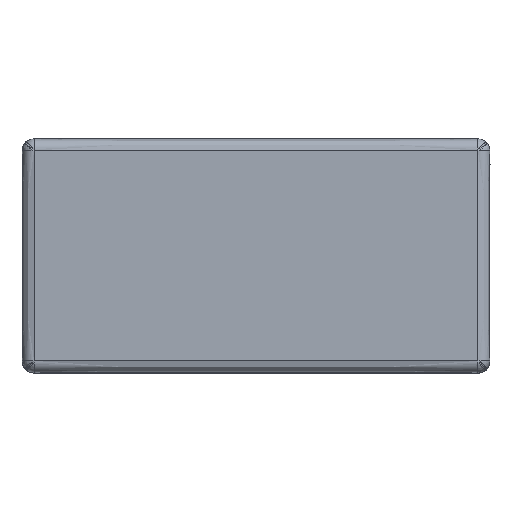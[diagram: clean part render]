
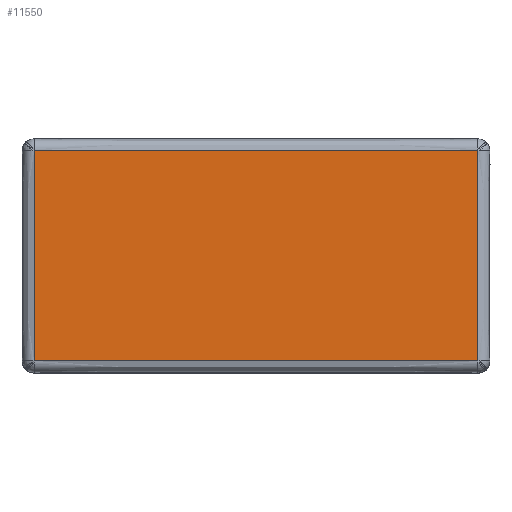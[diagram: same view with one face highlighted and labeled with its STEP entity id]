
A CAD part, top view. The second image highlights one B-rep face of the part: STEP entity #11550.
In plain terms, the highlighted free-form (B-spline) face has degree [1, 1] with [2, 2] control points.
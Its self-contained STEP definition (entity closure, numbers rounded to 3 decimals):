
#2274=FACE_OUTER_BOUND('',#3446,.T.);
#3446=EDGE_LOOP('',(#8962,#8963,#8964,#8965));
#4643=B_SPLINE_CURVE_WITH_KNOTS('',1,(#256485,#256486),.UNSPECIFIED.,.F.,
 .F.,(2,2),(-0.974,0.),.UNSPECIFIED.);
#4644=B_SPLINE_CURVE_WITH_KNOTS('',1,(#256488,#256489),.UNSPECIFIED.,.F.,
 .F.,(2,2),(-0.947,0.),.UNSPECIFIED.);
#4645=B_SPLINE_CURVE_WITH_KNOTS('',1,(#256491,#256492),.UNSPECIFIED.,.F.,
 .F.,(2,2),(-0.974,0.),.UNSPECIFIED.);
#4646=B_SPLINE_CURVE_WITH_KNOTS('',1,(#256493,#256494),.UNSPECIFIED.,.F.,
 .F.,(2,2),(-0.947,0.),.UNSPECIFIED.);
#6082=VERTEX_POINT('',#256483);
#6083=VERTEX_POINT('',#256484);
#6084=VERTEX_POINT('',#256487);
#6085=VERTEX_POINT('',#256490);
#7521=EDGE_CURVE('',#6082,#6083,#4643,.T.);
#7522=EDGE_CURVE('',#6083,#6084,#4644,.T.);
#7523=EDGE_CURVE('',#6085,#6084,#4645,.T.);
#7524=EDGE_CURVE('',#6082,#6085,#4646,.T.);
#8962=ORIENTED_EDGE('',*,*,#7521,.T.);
#8963=ORIENTED_EDGE('',*,*,#7522,.T.);
#8964=ORIENTED_EDGE('',*,*,#7523,.F.);
#8965=ORIENTED_EDGE('',*,*,#7524,.F.);
#10378=B_SPLINE_SURFACE_WITH_KNOTS('',1,1,((#256479,#256480),(#256481,#256482)),
 .UNSPECIFIED.,.F.,.F.,.F.,(2,2),(2,2),(-0.974,0.),(-0.947,
0.),.UNSPECIFIED.);
#11550=ADVANCED_FACE('',(#2274),#10378,.T.);
#256479=CARTESIAN_POINT('Ctrl Pts',(3500.353,357.792,400.009));
#256480=CARTESIAN_POINT('Ctrl Pts',(3500.353,555.297,400.009));
#256481=CARTESIAN_POINT('Ctrl Pts',(3917.364,357.792,400.009));
#256482=CARTESIAN_POINT('Ctrl Pts',(3917.364,555.297,400.009));
#256483=CARTESIAN_POINT('',(3500.353,357.792,400.009));
#256484=CARTESIAN_POINT('',(3917.364,357.792,400.009));
#256485=CARTESIAN_POINT('Ctrl Pts',(3500.353,357.792,400.009));
#256486=CARTESIAN_POINT('Ctrl Pts',(3917.364,357.792,400.009));
#256487=CARTESIAN_POINT('',(3917.364,555.297,400.009));
#256488=CARTESIAN_POINT('Ctrl Pts',(3917.364,357.792,400.009));
#256489=CARTESIAN_POINT('Ctrl Pts',(3917.364,555.297,400.009));
#256490=CARTESIAN_POINT('',(3500.353,555.297,400.009));
#256491=CARTESIAN_POINT('Ctrl Pts',(3500.353,555.297,400.009));
#256492=CARTESIAN_POINT('Ctrl Pts',(3917.364,555.297,400.009));
#256493=CARTESIAN_POINT('Ctrl Pts',(3500.353,357.792,400.009));
#256494=CARTESIAN_POINT('Ctrl Pts',(3500.353,555.297,400.009));
